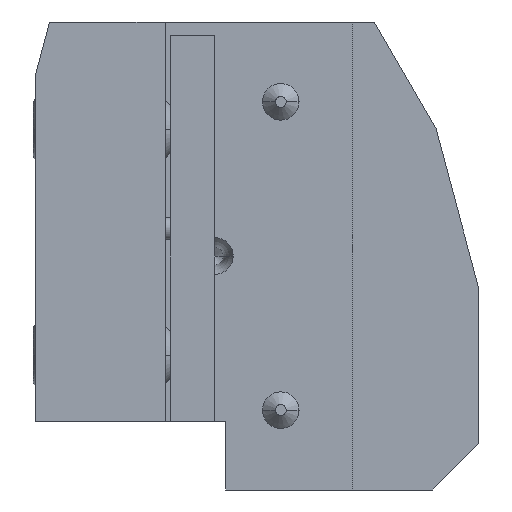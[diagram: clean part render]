
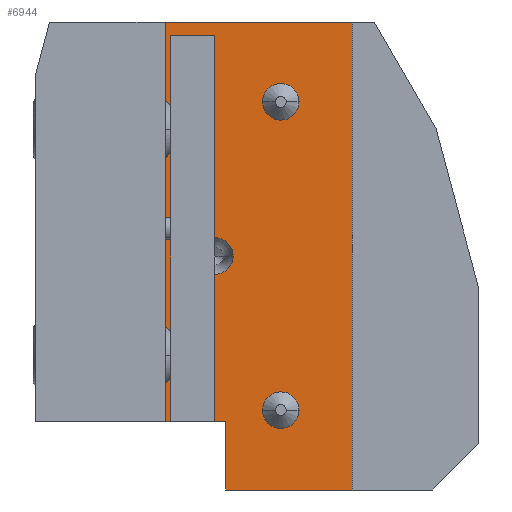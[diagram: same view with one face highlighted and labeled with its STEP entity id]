
A CAD part, left-side view. The second image highlights one B-rep face of the part: STEP entity #6944.
In plain terms, the highlighted planar face has unit normal (-1, 0, 0).
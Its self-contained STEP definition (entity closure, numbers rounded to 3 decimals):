
#57=DIRECTION('',(0.,0.,-1.));
#58=VECTOR('',#57,72.5);
#59=CARTESIAN_POINT('',(-22.,9.,42.5));
#60=LINE('',#59,#58);
#111=DIRECTION('',(0.,1.,0.));
#112=VECTOR('',#111,11.);
#113=CARTESIAN_POINT('',(-22.,-2.,-30.));
#114=LINE('',#113,#112);
#133=DIRECTION('',(0.,0.,-1.));
#134=VECTOR('',#133,85.);
#135=CARTESIAN_POINT('',(-22.,-25.,42.5));
#136=LINE('',#135,#134);
#137=CARTESIAN_POINT('',(-22.,-12.,28.));
#138=DIRECTION('',(1.,0.,0.));
#139=DIRECTION('',(0.,1.,0.));
#140=AXIS2_PLACEMENT_3D('',#137,#138,#139);
#142=CARTESIAN_POINT('',(-22.,-12.,28.));
#143=DIRECTION('',(1.,0.,0.));
#144=DIRECTION('',(0.,-1.,0.));
#145=AXIS2_PLACEMENT_3D('',#142,#143,#144);
#147=CARTESIAN_POINT('',(-22.,-12.,-28.));
#148=DIRECTION('',(1.,0.,0.));
#149=DIRECTION('',(0.,1.,0.));
#150=AXIS2_PLACEMENT_3D('',#147,#148,#149);
#152=CARTESIAN_POINT('',(-22.,-12.,-28.));
#153=DIRECTION('',(1.,0.,0.));
#154=DIRECTION('',(0.,-1.,0.));
#155=AXIS2_PLACEMENT_3D('',#152,#153,#154);
#157=CARTESIAN_POINT('',(-22.,0.,0.));
#158=DIRECTION('',(1.,0.,0.));
#159=DIRECTION('',(0.,-1.,0.));
#160=AXIS2_PLACEMENT_3D('',#157,#158,#159);
#162=CARTESIAN_POINT('',(-22.,0.,0.));
#163=DIRECTION('',(1.,0.,0.));
#164=DIRECTION('',(0.,1.,0.));
#165=AXIS2_PLACEMENT_3D('',#162,#163,#164);
#171=DIRECTION('',(0.,1.,0.));
#172=VECTOR('',#171,34.);
#173=CARTESIAN_POINT('',(-22.,-25.,42.5));
#174=LINE('',#173,#172);
#251=DIRECTION('',(0.,0.,-1.));
#252=VECTOR('',#251,12.5);
#253=CARTESIAN_POINT('',(-22.,-2.,-30.));
#254=LINE('',#253,#252);
#267=DIRECTION('',(0.,-1.,0.));
#268=VECTOR('',#267,23.);
#269=CARTESIAN_POINT('',(-22.,-2.,-42.5));
#270=LINE('',#269,#268);
#6299=CARTESIAN_POINT('',(-22.,-2.,-30.));
#6300=CARTESIAN_POINT('',(-22.,9.,-30.));
#6301=VERTEX_POINT('',#6299);
#6302=VERTEX_POINT('',#6300);
#6303=CARTESIAN_POINT('',(-22.,-2.,-42.5));
#6304=VERTEX_POINT('',#6303);
#6305=CARTESIAN_POINT('',(-22.,-25.,-42.5));
#6306=VERTEX_POINT('',#6305);
#6307=CARTESIAN_POINT('',(-22.,-25.,42.5));
#6308=VERTEX_POINT('',#6307);
#6309=CARTESIAN_POINT('',(-22.,9.,42.5));
#6310=VERTEX_POINT('',#6309);
#6327=CARTESIAN_POINT('',(-22.,-8.675,28.));
#6328=CARTESIAN_POINT('',(-22.,-15.325,28.));
#6329=VERTEX_POINT('',#6327);
#6330=VERTEX_POINT('',#6328);
#6339=CARTESIAN_POINT('',(-22.,-8.675,-28.));
#6340=CARTESIAN_POINT('',(-22.,-15.325,-28.));
#6341=VERTEX_POINT('',#6339);
#6342=VERTEX_POINT('',#6340);
#6391=CARTESIAN_POINT('',(-22.,-3.35,0.));
#6392=CARTESIAN_POINT('',(-22.,3.35,0.));
#6393=VERTEX_POINT('',#6391);
#6394=VERTEX_POINT('',#6392);
#6909=CARTESIAN_POINT('',(-22.,-25.,42.5));
#6910=DIRECTION('',(1.,0.,0.));
#6911=DIRECTION('',(0.,1.,0.));
#6912=AXIS2_PLACEMENT_3D('',#6909,#6910,#6911);
#6913=PLANE('',#6912);
#6914=ORIENTED_EDGE('',*,*,#6874,.T.);
#6915=ORIENTED_EDGE('',*,*,#6804,.F.);
#6917=ORIENTED_EDGE('',*,*,#6916,.F.);
#6919=ORIENTED_EDGE('',*,*,#6918,.T.);
#6921=ORIENTED_EDGE('',*,*,#6920,.F.);
#6923=ORIENTED_EDGE('',*,*,#6922,.F.);
#6924=EDGE_LOOP('',(#6914,#6915,#6917,#6919,#6921,#6923));
#6925=FACE_OUTER_BOUND('',#6924,.F.);
#6927=ORIENTED_EDGE('',*,*,#6926,.F.);
#6929=ORIENTED_EDGE('',*,*,#6928,.F.);
#6930=EDGE_LOOP('',(#6927,#6929));
#6931=FACE_BOUND('',#6930,.F.);
#6933=ORIENTED_EDGE('',*,*,#6932,.F.);
#6935=ORIENTED_EDGE('',*,*,#6934,.F.);
#6936=EDGE_LOOP('',(#6933,#6935));
#6937=FACE_BOUND('',#6936,.F.);
#6939=ORIENTED_EDGE('',*,*,#6938,.F.);
#6941=ORIENTED_EDGE('',*,*,#6940,.F.);
#6942=EDGE_LOOP('',(#6939,#6941));
#6943=FACE_BOUND('',#6942,.F.);
#6944=ADVANCED_FACE('',(#6925,#6931,#6937,#6943),#6913,.F.);
#141=CIRCLE('',#140,3.325);
#146=CIRCLE('',#145,3.325);
#151=CIRCLE('',#150,3.325);
#156=CIRCLE('',#155,3.325);
#161=CIRCLE('',#160,3.35);
#166=CIRCLE('',#165,3.35);
#6804=EDGE_CURVE('',#6310,#6302,#60,.T.);
#6874=EDGE_CURVE('',#6301,#6302,#114,.T.);
#6916=EDGE_CURVE('',#6308,#6310,#174,.T.);
#6918=EDGE_CURVE('',#6308,#6306,#136,.T.);
#6920=EDGE_CURVE('',#6304,#6306,#270,.T.);
#6922=EDGE_CURVE('',#6301,#6304,#254,.T.);
#6926=EDGE_CURVE('',#6329,#6330,#141,.T.);
#6928=EDGE_CURVE('',#6330,#6329,#146,.T.);
#6932=EDGE_CURVE('',#6341,#6342,#151,.T.);
#6934=EDGE_CURVE('',#6342,#6341,#156,.T.);
#6938=EDGE_CURVE('',#6393,#6394,#161,.T.);
#6940=EDGE_CURVE('',#6394,#6393,#166,.T.);
